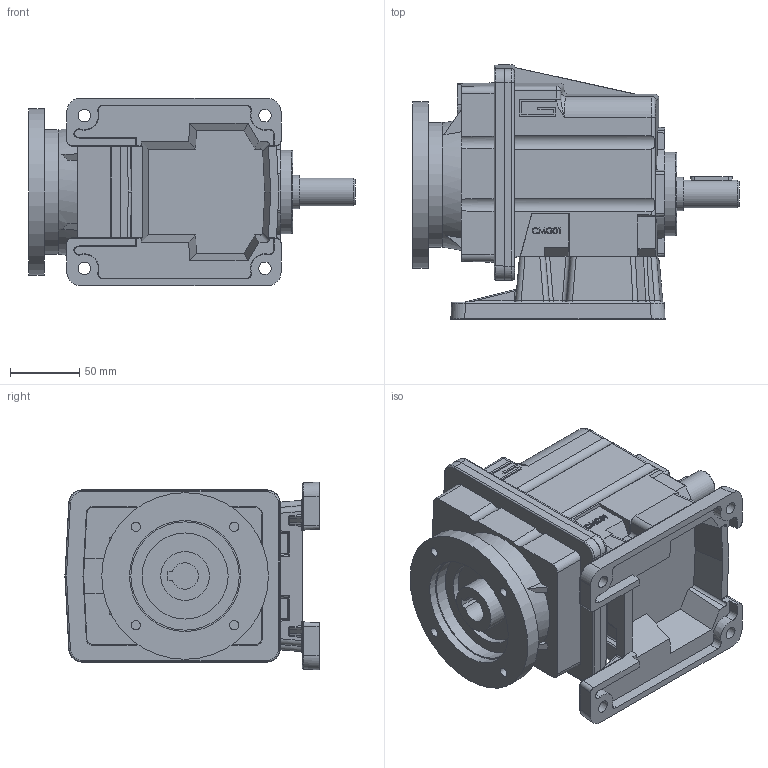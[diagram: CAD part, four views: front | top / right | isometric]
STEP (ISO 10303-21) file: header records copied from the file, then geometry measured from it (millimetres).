
FILE_DESCRIPTION( ( 'Unknown' ), '1' );
FILE_NAME( '92381517CEC38233933A0BA95DC66C9.3d.stp', 'Unknown', ( 'Unknown' ), ( 'Unknown' ), 'PSStep 10.1', 'Unknown', ' ' );
FILE_SCHEMA( ( 'AUTOMOTIVE_DESIGN { 1 0 10303 214 1 1 1 1 }' ) );
Length unit declared in the file: millimetre
Products named in the file (1): G0101
Bounding box: 235 x 183 x 135.26 mm (x, y, z)
Volume: 2228561.4 mm3; surface area: 203825.7 mm2
Topology: 1 solids, 9 shells, 608 faces, 1566 edges, 997 vertices
Faces by surface type: plane 320, cylinder 157, bspline 52, cone 44, extrusion 27, sphere 6, torus 2
Full cylindrical faces by diameter (mm): 4.917 x1, 6.6 x4, 9 x4, 20 x1, 24 x1, 35 x1, 52 x1, 60 x1, 62 x1, 78 x1, 80 x1, 90 x1, 120 x1
Entity records: 29073 total; most frequent: CARTESIAN_POINT 9720, ORIENTED_EDGE 3014, DIRECTION 2957, EDGE_CURVE 1507, AXIS2_PLACEMENT_3D 1018, VERTEX_POINT 978, VECTOR 921, LINE 894
